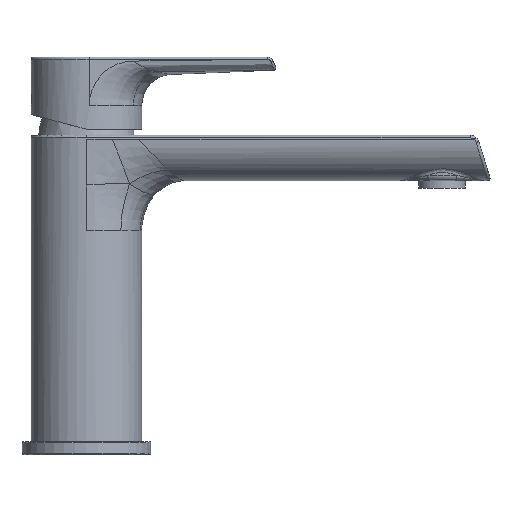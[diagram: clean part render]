
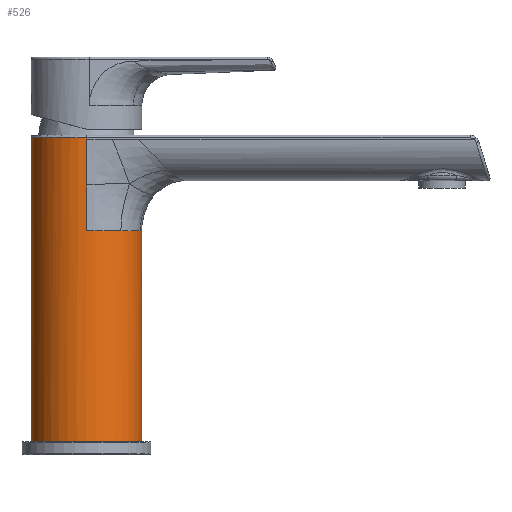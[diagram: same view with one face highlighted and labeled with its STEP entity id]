
A CAD part, top view. The second image highlights one B-rep face of the part: STEP entity #526.
In plain terms, the highlighted cylindrical face has radius 21.5 mm (diameter 43 mm), a partial arc.
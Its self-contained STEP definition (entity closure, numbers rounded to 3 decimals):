
#526=ADVANCED_FACE('',(#862),#623,.T.);
#623=CYLINDRICAL_SURFACE('',#4499,21.5);
#862=FACE_OUTER_BOUND('',#1131,.T.);
#1131=EDGE_LOOP('',(#2766,#2767,#2768,#2769,#2770,#2771,#2772,#2773,#2774,
#2775,#2776));
#1299=LINE('',#13167,#1458);
#1300=LINE('',#13173,#1459);
#1301=LINE('',#13175,#1460);
#1458=VECTOR('',#5452,1.);
#1459=VECTOR('',#5461,1.);
#1460=VECTOR('',#5462,1.);
#1655=B_SPLINE_CURVE_WITH_KNOTS('',3,(#12475,#12476,#12477,#12478,#12479,
#12480),.UNSPECIFIED.,.F.,.F.,(4,2,4),(0.,0.5,1.),.UNSPECIFIED.);
#1657=B_SPLINE_CURVE_WITH_KNOTS('',3,(#12568,#12569,#12570,#12571),
 .UNSPECIFIED.,.F.,.F.,(4,4),(0.,1.),.UNSPECIFIED.);
#1659=B_SPLINE_CURVE_WITH_KNOTS('',3,(#12768,#12769,#12770,#12771),
 .UNSPECIFIED.,.F.,.F.,(4,4),(0.,1.),.UNSPECIFIED.);
#1660=B_SPLINE_CURVE_WITH_KNOTS('',3,(#12773,#12774,#12775,#12776,#12777,
#12778,#12779,#12780,#12781,#12782,#12783),.UNSPECIFIED.,.F.,.F.,(4,1,1,
1,2,2,4),(0.,0.25,0.375,0.437,0.469,
0.5,1.),.UNSPECIFIED.);
#1661=B_SPLINE_CURVE_WITH_KNOTS('',3,(#12785,#12786,#12787,#12788),
 .UNSPECIFIED.,.F.,.F.,(4,4),(0.,1.),.UNSPECIFIED.);
#1662=B_SPLINE_CURVE_WITH_KNOTS('',3,(#12973,#12974,#12975,#12976,#12977,
#12978,#12979,#12980,#12981,#12982,#12983,#12984),.UNSPECIFIED.,.F.,.F.,
(4,1,1,1,1,2,2,4),(0.,0.25,0.375,0.438,0.469,0.484,
0.5,1.),.UNSPECIFIED.);
#2766=ORIENTED_EDGE('',*,*,#3814,.T.);
#2767=ORIENTED_EDGE('',*,*,#3801,.T.);
#2768=ORIENTED_EDGE('',*,*,#3803,.T.);
#2769=ORIENTED_EDGE('',*,*,#3807,.T.);
#2770=ORIENTED_EDGE('',*,*,#3806,.T.);
#2771=ORIENTED_EDGE('',*,*,#3805,.T.);
#2772=ORIENTED_EDGE('',*,*,#3809,.T.);
#2773=ORIENTED_EDGE('',*,*,#3810,.T.);
#2774=ORIENTED_EDGE('',*,*,#3812,.T.);
#2775=ORIENTED_EDGE('',*,*,#3813,.T.);
#2776=ORIENTED_EDGE('',*,*,#3816,.F.);
#3200=VERTEX_POINT('',#11772);
#3214=VERTEX_POINT('',#12440);
#3217=VERTEX_POINT('',#12474);
#3218=VERTEX_POINT('',#12567);
#3219=VERTEX_POINT('',#12767);
#3220=VERTEX_POINT('',#12772);
#3221=VERTEX_POINT('',#12784);
#3222=VERTEX_POINT('',#12972);
#3223=VERTEX_POINT('',#13170);
#3224=VERTEX_POINT('',#13174);
#3225=VERTEX_POINT('',#13176);
#3801=EDGE_CURVE('',#3214,#3217,#1655,.T.);
#3803=EDGE_CURVE('',#3217,#3218,#1657,.T.);
#3805=EDGE_CURVE('',#3220,#3219,#1659,.T.);
#3806=EDGE_CURVE('',#3221,#3220,#1660,.T.);
#3807=EDGE_CURVE('',#3218,#3221,#1661,.T.);
#3809=EDGE_CURVE('',#3219,#3222,#1662,.T.);
#3810=EDGE_CURVE('',#3222,#3200,#1299,.T.);
#3812=EDGE_CURVE('',#3200,#3223,#4078,.T.);
#3813=EDGE_CURVE('',#3223,#3224,#1300,.T.);
#3814=EDGE_CURVE('',#3225,#3214,#1301,.T.);
#3816=EDGE_CURVE('',#3225,#3224,#4080,.T.);
#4078=CIRCLE('',#4494,21.5);
#4080=CIRCLE('',#4498,21.5);
#4494=AXIS2_PLACEMENT_3D('',#13171,#5457,#5458);
#4498=AXIS2_PLACEMENT_3D('',#13179,#5467,#5468);
#4499=AXIS2_PLACEMENT_3D('',#13180,#5469,#5470);
#5452=DIRECTION('',(0.,1.,0.));
#5457=DIRECTION('',(0.,-1.,0.));
#5458=DIRECTION('',(-1.,0.,0.));
#5461=DIRECTION('',(0.,-1.,0.));
#5462=DIRECTION('',(0.,1.,0.));
#5467=DIRECTION('',(0.,-1.,0.));
#5468=DIRECTION('',(1.,0.,0.));
#5469=DIRECTION('',(0.,-1.,0.));
#5470=DIRECTION('',(-1.,0.,0.));
#11772=CARTESIAN_POINT('',(0.164,119.5,21.499));
#12440=CARTESIAN_POINT('',(21.5,84.423,0.));
#12474=CARTESIAN_POINT('',(20.826,83.5,5.341));
#12475=CARTESIAN_POINT('',(21.5,84.423,0.));
#12476=CARTESIAN_POINT('',(21.5,84.423,0.908));
#12477=CARTESIAN_POINT('',(21.442,84.345,1.812));
#12478=CARTESIAN_POINT('',(21.219,84.037,3.576));
#12479=CARTESIAN_POINT('',(21.059,83.809,4.434));
#12480=CARTESIAN_POINT('',(20.826,83.5,5.341));
#12567=CARTESIAN_POINT('',(13.363,83.5,16.843));
#12568=CARTESIAN_POINT('',(20.826,83.5,5.341));
#12569=CARTESIAN_POINT('',(19.671,83.5,9.847));
#12570=CARTESIAN_POINT('',(17.007,83.5,13.952));
#12571=CARTESIAN_POINT('',(13.363,83.5,16.843));
#12767=CARTESIAN_POINT('',(0.082,101.2,21.5));
#12768=CARTESIAN_POINT('',(0.059,97.91,21.5));
#12769=CARTESIAN_POINT('',(0.067,99.007,21.5));
#12770=CARTESIAN_POINT('',(0.075,100.103,21.5));
#12771=CARTESIAN_POINT('',(0.082,101.2,21.5));
#12772=CARTESIAN_POINT('',(0.059,97.91,21.5));
#12773=CARTESIAN_POINT('',(0.,83.5,21.5));
#12774=CARTESIAN_POINT('',(0.,84.598,21.5));
#12775=CARTESIAN_POINT('',(0.002,86.323,21.5));
#12776=CARTESIAN_POINT('',(0.009,88.469,21.5));
#12777=CARTESIAN_POINT('',(0.013,89.576,21.5));
#12778=CARTESIAN_POINT('',(0.015,90.058,21.5));
#12779=CARTESIAN_POINT('',(0.016,90.38,21.5));
#12780=CARTESIAN_POINT('',(0.017,90.581,21.5));
#12781=CARTESIAN_POINT('',(0.027,92.688,21.5));
#12782=CARTESIAN_POINT('',(0.041,95.09,21.5));
#12783=CARTESIAN_POINT('',(0.06,97.91,21.5));
#12784=CARTESIAN_POINT('',(0.,83.5,21.5));
#12785=CARTESIAN_POINT('',(13.363,83.5,16.843));
#12786=CARTESIAN_POINT('',(9.597,83.5,19.83));
#12787=CARTESIAN_POINT('',(4.806,83.5,21.5));
#12788=CARTESIAN_POINT('',(0.,83.5,21.5));
#12972=CARTESIAN_POINT('',(0.164,118.9,21.499));
#12973=CARTESIAN_POINT('',(0.082,101.2,21.5));
#12974=CARTESIAN_POINT('',(0.096,103.167,21.5));
#12975=CARTESIAN_POINT('',(0.113,105.748,21.5));
#12976=CARTESIAN_POINT('',(0.128,108.114,21.5));
#12977=CARTESIAN_POINT('',(0.134,109.136,21.5));
#12978=CARTESIAN_POINT('',(0.136,109.606,21.5));
#12979=CARTESIAN_POINT('',(0.137,109.799,21.5));
#12980=CARTESIAN_POINT('',(0.138,109.926,21.5));
#12981=CARTESIAN_POINT('',(0.138,109.948,21.5));
#12982=CARTESIAN_POINT('',(0.156,113.328,21.499));
#12983=CARTESIAN_POINT('',(0.164,116.278,21.499));
#12984=CARTESIAN_POINT('',(0.164,118.9,21.499));
#13167=CARTESIAN_POINT('',(0.164,119.5,21.499));
#13170=CARTESIAN_POINT('',(-21.5,119.5,0.));
#13171=CARTESIAN_POINT('',(0.,119.5,0.));
#13173=CARTESIAN_POINT('',(-21.5,1.5,0.));
#13174=CARTESIAN_POINT('',(-21.5,1.5,0.));
#13175=CARTESIAN_POINT('',(21.5,1.5,0.));
#13176=CARTESIAN_POINT('',(21.5,1.5,0.));
#13179=CARTESIAN_POINT('',(0.,1.5,0.));
#13180=CARTESIAN_POINT('',(0.,126.525,0.));
